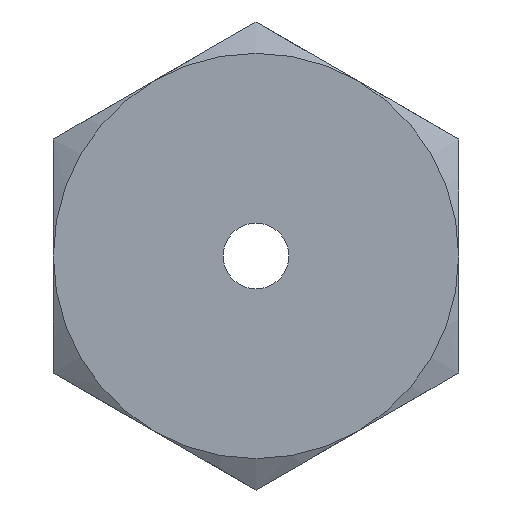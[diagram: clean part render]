
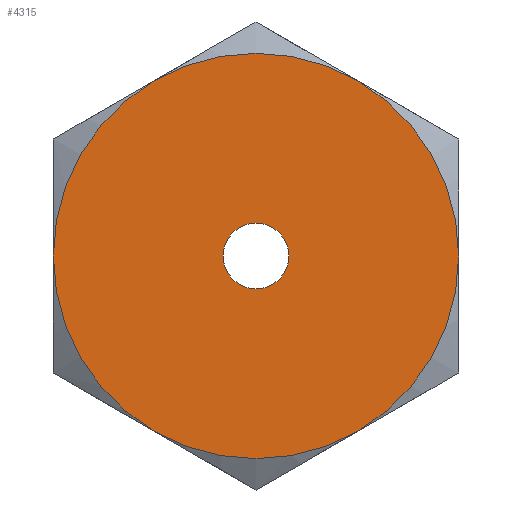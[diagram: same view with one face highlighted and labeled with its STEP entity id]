
A CAD part, left-side view. The second image highlights one B-rep face of the part: STEP entity #4315.
In plain terms, the highlighted planar face has unit normal (-1, 0, 0).
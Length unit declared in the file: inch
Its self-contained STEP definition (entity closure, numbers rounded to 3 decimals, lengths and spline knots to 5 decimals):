
#1892=CARTESIAN_POINT('',(-0.09,0.06175,
-0.10695));
#1907=CARTESIAN_POINT('',(-0.09,0.1235,0.));
#1936=CARTESIAN_POINT('',(-0.09,0.06175,
0.10695));
#1951=CARTESIAN_POINT('',(-0.09,0.,0.));
#1952=DIRECTION('',(-1.,0.,0.));
#1953=DIRECTION('',(0.,1.,0.));
#1954=AXIS2_PLACEMENT_3D('',#1951,#1952,#1953);
#1956=CARTESIAN_POINT('',(-0.09,0.,0.));
#1957=DIRECTION('',(-1.,0.,0.));
#1958=DIRECTION('',(0.,0.5,0.866));
#1959=AXIS2_PLACEMENT_3D('',#1956,#1957,#1958);
#1961=CARTESIAN_POINT('',(-0.09,0.,0.));
#1962=DIRECTION('',(-1.,0.,0.));
#1963=DIRECTION('',(0.,-0.5,0.866));
#1964=AXIS2_PLACEMENT_3D('',#1961,#1962,#1963);
#1966=CARTESIAN_POINT('',(-0.09,0.,0.));
#1967=DIRECTION('',(-1.,0.,0.));
#1968=DIRECTION('',(0.,-1.,0.));
#1969=AXIS2_PLACEMENT_3D('',#1966,#1967,#1968);
#1971=CARTESIAN_POINT('',(-0.09,0.,0.));
#1972=DIRECTION('',(-1.,0.,0.));
#1973=DIRECTION('',(0.,-0.5,-0.866));
#1974=AXIS2_PLACEMENT_3D('',#1971,#1972,#1973);
#1976=CARTESIAN_POINT('',(-0.09,0.,0.));
#1977=DIRECTION('',(-1.,0.,0.));
#1978=DIRECTION('',(0.,0.5,-0.866));
#1979=AXIS2_PLACEMENT_3D('',#1976,#1977,#1978);
#1981=CARTESIAN_POINT('',(-0.09,0.,0.));
#1982=DIRECTION('',(1.,0.,0.));
#1983=DIRECTION('',(0.,-1.,0.));
#1984=AXIS2_PLACEMENT_3D('',#1981,#1982,#1983);
#1986=CARTESIAN_POINT('',(-0.09,0.,0.));
#1987=DIRECTION('',(1.,0.,0.));
#1988=DIRECTION('',(0.,1.,0.));
#1989=AXIS2_PLACEMENT_3D('',#1986,#1987,#1988);
#2006=CARTESIAN_POINT('',(-0.09,-0.06175,
0.10695));
#2028=CARTESIAN_POINT('',(-0.09,-0.1235,0.));
#2050=CARTESIAN_POINT('',(-0.09,-0.06175,
-0.10695));
#2146=VERTEX_POINT('',#1892);
#2148=VERTEX_POINT('',#1907);
#2151=VERTEX_POINT('',#1936);
#2153=VERTEX_POINT('',#2006);
#2155=VERTEX_POINT('',#2028);
#2156=VERTEX_POINT('',#2050);
#2161=CARTESIAN_POINT('',(-0.09,-0.02,0.));
#2162=CARTESIAN_POINT('',(-0.09,0.02,0.));
#2163=VERTEX_POINT('',#2161);
#2164=VERTEX_POINT('',#2162);
#4296=CARTESIAN_POINT('',(-0.09,0.,0.));
#4297=DIRECTION('',(1.,0.,0.));
#4298=DIRECTION('',(0.,1.,0.));
#4299=AXIS2_PLACEMENT_3D('',#4296,#4297,#4298);
#4300=PLANE('',#4299);
#4301=ORIENTED_EDGE('',*,*,#4194,.F.);
#4302=ORIENTED_EDGE('',*,*,#4264,.F.);
#4303=ORIENTED_EDGE('',*,*,#4277,.F.);
#4304=ORIENTED_EDGE('',*,*,#4291,.F.);
#4305=ORIENTED_EDGE('',*,*,#4221,.F.);
#4306=ORIENTED_EDGE('',*,*,#4205,.F.);
#4307=EDGE_LOOP('',(#4301,#4302,#4303,#4304,#4305,#4306));
#4308=FACE_OUTER_BOUND('',#4307,.F.);
#4310=ORIENTED_EDGE('',*,*,#4309,.F.);
#4312=ORIENTED_EDGE('',*,*,#4311,.F.);
#4313=EDGE_LOOP('',(#4310,#4312));
#4314=FACE_BOUND('',#4313,.F.);
#1955=CIRCLE('',#1954,0.1235);
#1960=CIRCLE('',#1959,0.1235);
#1965=CIRCLE('',#1964,0.1235);
#1970=CIRCLE('',#1969,0.1235);
#1975=CIRCLE('',#1974,0.1235);
#1980=CIRCLE('',#1979,0.1235);
#1985=CIRCLE('',#1984,0.02);
#1990=CIRCLE('',#1989,0.02);
#4194=EDGE_CURVE('',#2148,#2146,#1955,.T.);
#4205=EDGE_CURVE('',#2146,#2156,#1980,.T.);
#4221=EDGE_CURVE('',#2156,#2155,#1975,.T.);
#4264=EDGE_CURVE('',#2151,#2148,#1960,.T.);
#4277=EDGE_CURVE('',#2153,#2151,#1965,.T.);
#4291=EDGE_CURVE('',#2155,#2153,#1970,.T.);
#4309=EDGE_CURVE('',#2163,#2164,#1985,.T.);
#4311=EDGE_CURVE('',#2164,#2163,#1990,.T.);
#4315=ADVANCED_FACE('',(#4308,#4314),#4300,.F.);
